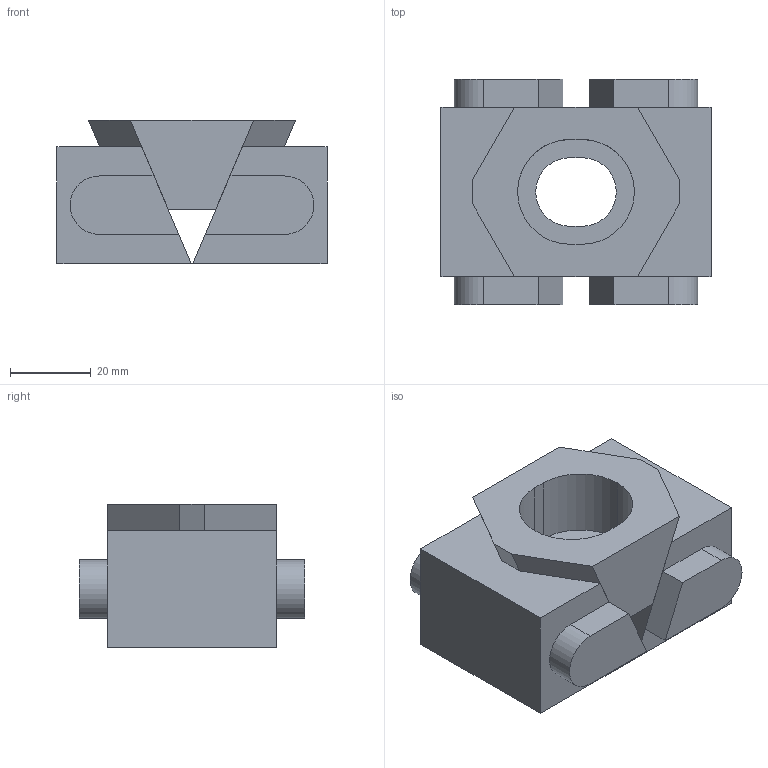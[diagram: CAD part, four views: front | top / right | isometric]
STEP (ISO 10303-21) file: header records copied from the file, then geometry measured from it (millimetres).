
FILE_DESCRIPTION (( 'STEP AP203' ), '1' );
FILE_NAME ('fk2-vt_5.STEP', '2021-10-26T00:31:13', ( '' ), ( '' ), 'SwSTEP 2.0', 'SolidWorks 2020', '' );
FILE_SCHEMA (( 'CONFIG_CONTROL_DESIGN' ));
Length unit declared in the file: millimetre
Products named in the file (4): fk2-vt_5_03; fk2-vt_5_02; fk2-vt_5_01; fk2-vt_5
Assembly tree (3 placements, depth 2):
  fk2-vt_5
    fk2-vt_5_01
    fk2-vt_5_02
    fk2-vt_5_03
Bounding box: 67 x 56 x 35.54 mm (x, y, z)
Volume: 79590.3 mm3; surface area: 21288.5 mm2
Topology: 3 solids, 3 shells, 59 faces, 150 edges, 98 vertices
Faces by surface type: plane 47, cylinder 10, bspline 2
Entity records: 2202 total; most frequent: CARTESIAN_POINT 359, ORIENTED_EDGE 300, DIRECTION 290, EDGE_CURVE 150, LINE 124, VECTOR 124, VERTEX_POINT 98, AXIS2_PLACEMENT_3D 83
